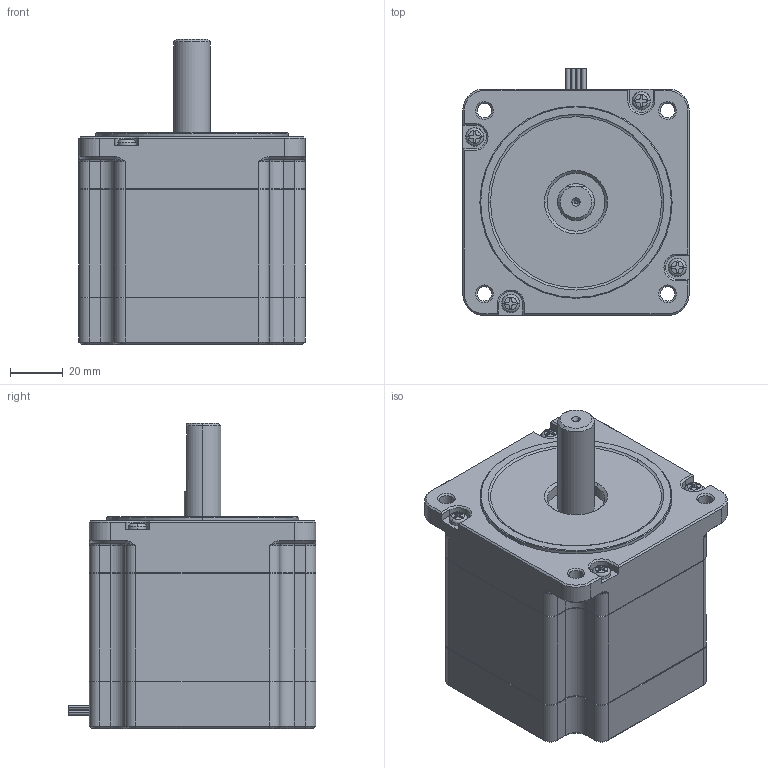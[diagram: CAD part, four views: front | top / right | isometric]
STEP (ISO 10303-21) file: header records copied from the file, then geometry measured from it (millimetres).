
FILE_DESCRIPTION(('Creo Elements/Direct Modeling STEP Export'),'2;1');
FILE_NAME('TS3684N121.stp','2014-07-07T 9:34:48',(''),(''),'Creo Elements/Direct Modeling STEP processor for AP203 (Solid Model)','Creo Elements/Direct Modeling 17.0F 20-Aug-2012 (C) Parametric Technology GmbH','');
FILE_SCHEMA(('CONFIG_CONTROL_DESIGN'));
Length unit declared in the file: millimetre
Products named in the file (1): Skin_Group1
Bounding box: 86 x 94 x 116 mm (x, y, z)
Volume: 536107.5 mm3; surface area: 44424 mm2
Topology: 1 solids, 1 shells, 478 faces, 1180 edges, 720 vertices
Faces by surface type: plane 186, cylinder 147, cone 99, torus 30, sphere 8, bspline 8
Entity records: 17629 total; most frequent: CARTESIAN_POINT 2642, ORIENTED_EDGE 2336, DIRECTION 2330, EDGE_CURVE 1168, AXIS2_PLACEMENT_3D 850, VERTEX_POINT 720, VECTOR 630, LINE 630
